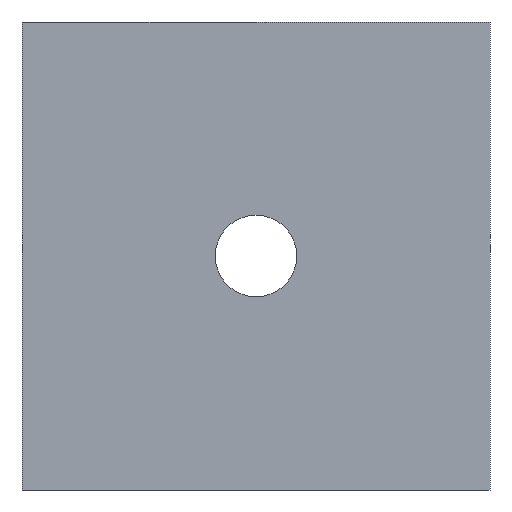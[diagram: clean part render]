
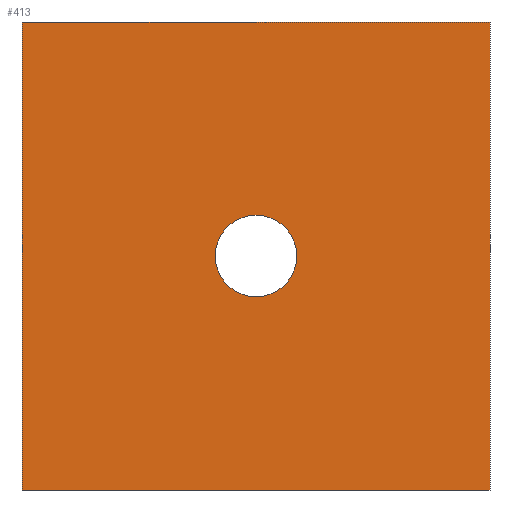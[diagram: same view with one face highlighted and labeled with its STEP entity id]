
A CAD part, front view. The second image highlights one B-rep face of the part: STEP entity #413.
In plain terms, the highlighted planar face has unit normal (0, -1, 0).
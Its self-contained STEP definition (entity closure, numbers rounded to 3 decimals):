
#16=FACE_BOUND('',#70,.T.);
#26=PLANE('',#450);
#47=FACE_OUTER_BOUND('',#69,.T.);
#69=EDGE_LOOP('',(#329,#330,#331,#332));
#70=EDGE_LOOP('',(#333));
#109=LINE('',#627,#164);
#110=LINE('',#630,#165);
#111=LINE('',#632,#166);
#112=LINE('',#633,#167);
#164=VECTOR('',#515,10.);
#165=VECTOR('',#518,10.);
#166=VECTOR('',#519,10.);
#167=VECTOR('',#520,10.);
#191=CIRCLE('',#439,0.611);
#193=VERTEX_POINT('',#566);
#213=VERTEX_POINT('',#623);
#214=VERTEX_POINT('',#625);
#215=VERTEX_POINT('',#629);
#216=VERTEX_POINT('',#631);
#231=EDGE_CURVE('',#193,#193,#191,.T.);
#261=EDGE_CURVE('',#213,#214,#109,.T.);
#262=EDGE_CURVE('',#213,#215,#110,.T.);
#263=EDGE_CURVE('',#216,#214,#111,.T.);
#264=EDGE_CURVE('',#215,#216,#112,.T.);
#329=ORIENTED_EDGE('',*,*,#262,.F.);
#330=ORIENTED_EDGE('',*,*,#261,.T.);
#331=ORIENTED_EDGE('',*,*,#263,.F.);
#332=ORIENTED_EDGE('',*,*,#264,.F.);
#333=ORIENTED_EDGE('',*,*,#231,.T.);
#413=ADVANCED_FACE('',(#47,#16),#26,.T.);
#439=AXIS2_PLACEMENT_3D('',#567,#465,#466);
#450=AXIS2_PLACEMENT_3D('',#628,#516,#517);
#465=DIRECTION('center_axis',(0.,1.,0.));
#466=DIRECTION('ref_axis',(0.,0.,-1.));
#515=DIRECTION('',(0.,0.,1.));
#516=DIRECTION('center_axis',(0.,-1.,0.));
#517=DIRECTION('ref_axis',(1.,0.,0.));
#518=DIRECTION('',(-1.,0.,0.));
#519=DIRECTION('',(1.,0.,0.));
#520=DIRECTION('',(0.,0.,1.));
#566=CARTESIAN_POINT('',(3.5,5.5,-2.89));
#567=CARTESIAN_POINT('Origin',(3.5,5.5,-3.5));
#623=CARTESIAN_POINT('',(7.,5.5,-7.));
#625=CARTESIAN_POINT('',(7.,5.5,0.));
#627=CARTESIAN_POINT('',(7.,5.5,-7.));
#628=CARTESIAN_POINT('Origin',(0.,5.5,-7.));
#629=CARTESIAN_POINT('',(0.,5.5,-7.));
#630=CARTESIAN_POINT('',(3.5,5.5,-7.));
#631=CARTESIAN_POINT('',(0.,5.5,0.));
#632=CARTESIAN_POINT('',(3.5,5.5,0.));
#633=CARTESIAN_POINT('',(0.,5.5,-7.));
